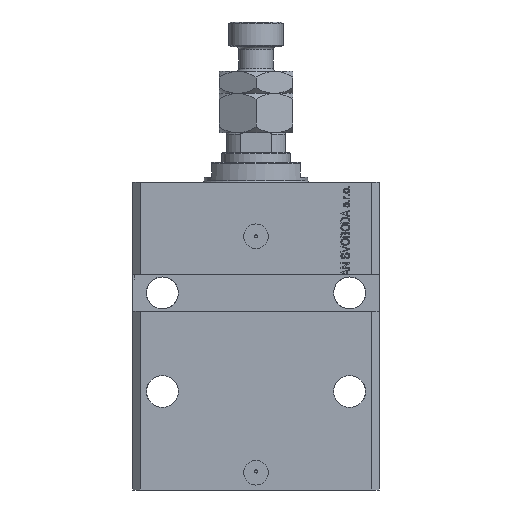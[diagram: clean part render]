
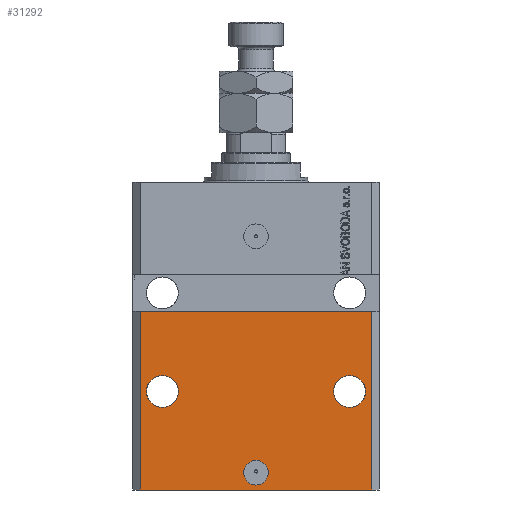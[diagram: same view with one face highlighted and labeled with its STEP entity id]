
A CAD part, front view. The second image highlights one B-rep face of the part: STEP entity #31292.
In plain terms, the highlighted planar face has unit normal (0, -1, 0).
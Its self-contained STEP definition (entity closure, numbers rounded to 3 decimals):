
#155 = CARTESIAN_POINT ( 'NONE',  ( -47., -37.5, -52.5 ) ) ;
#721 = ORIENTED_EDGE ( 'NONE', *, *, #3342, .F. ) ;
#2140 = DIRECTION ( 'NONE',  ( 0., -1., 0. ) ) ;
#2172 = CIRCLE ( 'NONE', #12563, 6.5 ) ;
#2332 = EDGE_CURVE ( 'NONE', #25188, #30255, #27005, .T. ) ;
#2534 = VERTEX_POINT ( 'NONE', #32599 ) ;
#2535 = CARTESIAN_POINT ( 'NONE',  ( -31.5, -37.5, -85. ) ) ;
#2786 = CARTESIAN_POINT ( 'NONE',  ( 47., -37.5, -125. ) ) ;
#3342 = EDGE_CURVE ( 'NONE', #34618, #6200, #49701, .T. ) ;
#3661 = EDGE_CURVE ( 'NONE', #43879, #2534, #29700, .T. ) ;
#3700 = ORIENTED_EDGE ( 'NONE', *, *, #5532, .T. ) ;
#4119 = DIRECTION ( 'NONE',  ( 1., 0., 0. ) ) ;
#5532 = EDGE_CURVE ( 'NONE', #10721, #36232, #28874, .T. ) ;
#5902 = DIRECTION ( 'NONE',  ( 0., 0., 1. ) ) ;
#6182 = CARTESIAN_POINT ( 'NONE',  ( -47., -37.5, -125. ) ) ;
#6200 = VERTEX_POINT ( 'NONE', #20115 ) ;
#6324 = AXIS2_PLACEMENT_3D ( 'NONE', #42880, #15141, #45900 ) ;
#6397 = VECTOR ( 'NONE', #5902, 1000. ) ;
#6931 = AXIS2_PLACEMENT_3D ( 'NONE', #6182, #2140, #36976 ) ;
#7179 = ORIENTED_EDGE ( 'NONE', *, *, #21662, .F. ) ;
#7737 = ORIENTED_EDGE ( 'NONE', *, *, #43324, .F. ) ;
#8432 = VECTOR ( 'NONE', #26056, 1000. ) ;
#8941 = CARTESIAN_POINT ( 'NONE',  ( 0., -37.5, -118. ) ) ;
#9727 = ORIENTED_EDGE ( 'NONE', *, *, #10609, .F. ) ;
#10608 = EDGE_LOOP ( 'NONE', ( #7737, #12525 ) ) ;
#10609 = EDGE_CURVE ( 'NONE', #31024, #36232, #31580, .T. ) ;
#10665 = LINE ( 'NONE', #14711, #8432 ) ;
#10721 = VERTEX_POINT ( 'NONE', #2786 ) ;
#11170 = CARTESIAN_POINT ( 'NONE',  ( 38., -37.5, -85. ) ) ;
#12229 = DIRECTION ( 'NONE',  ( 0., -1., 0. ) ) ;
#12525 = ORIENTED_EDGE ( 'NONE', *, *, #3661, .F. ) ;
#12553 = DIRECTION ( 'NONE',  ( 0., -1., 0. ) ) ;
#12563 = AXIS2_PLACEMENT_3D ( 'NONE', #23304, #38690, #4119 ) ;
#13295 = DIRECTION ( 'NONE',  ( -1., 0., 0. ) ) ;
#14711 = CARTESIAN_POINT ( 'NONE',  ( -47., -37.5, -125. ) ) ;
#15141 = DIRECTION ( 'NONE',  ( 0., -1., 0. ) ) ;
#17085 = CARTESIAN_POINT ( 'NONE',  ( -38., -37.5, -85. ) ) ;
#17227 = CARTESIAN_POINT ( 'NONE',  ( -47., -37.5, -125. ) ) ;
#17270 = CIRCLE ( 'NONE', #32572, 6.5 ) ;
#18028 = CARTESIAN_POINT ( 'NONE',  ( 47., -37.5, -125. ) ) ;
#20115 = CARTESIAN_POINT ( 'NONE',  ( 44.5, -37.5, -85. ) ) ;
#20377 = EDGE_CURVE ( 'NONE', #30255, #25188, #17270, .T. ) ;
#20835 = FACE_BOUND ( 'NONE', #21604, .T. ) ;
#21016 = CARTESIAN_POINT ( 'NONE',  ( -44.5, -37.5, -85. ) ) ;
#21604 = EDGE_LOOP ( 'NONE', ( #34979, #721 ) ) ;
#21662 = EDGE_CURVE ( 'NONE', #30147, #31024, #10665, .T. ) ;
#22353 = EDGE_LOOP ( 'NONE', ( #9727, #7179, #35407, #3700 ) ) ;
#23304 = CARTESIAN_POINT ( 'NONE',  ( 38., -37.5, -85. ) ) ;
#23584 = DIRECTION ( 'NONE',  ( 1., 0., 0. ) ) ;
#23759 = AXIS2_PLACEMENT_3D ( 'NONE', #17085, #12553, #13295 ) ;
#25188 = VERTEX_POINT ( 'NONE', #2535 ) ;
#25361 = FACE_BOUND ( 'NONE', #28438, .T. ) ;
#25638 = LINE ( 'NONE', #26139, #31446 ) ;
#26056 = DIRECTION ( 'NONE',  ( 0., 0., 1. ) ) ;
#26139 = CARTESIAN_POINT ( 'NONE',  ( -47., -37.5, -125. ) ) ;
#27005 = CIRCLE ( 'NONE', #23759, 6.5 ) ;
#27132 = AXIS2_PLACEMENT_3D ( 'NONE', #11170, #48772, #45230 ) ;
#28438 = EDGE_LOOP ( 'NONE', ( #36075, #45039 ) ) ;
#28740 = CARTESIAN_POINT ( 'NONE',  ( -5., -37.5, -118. ) ) ;
#28874 = LINE ( 'NONE', #18028, #6397 ) ;
#29130 = VECTOR ( 'NONE', #30828, 1000. ) ;
#29700 = CIRCLE ( 'NONE', #6324, 5. ) ;
#29921 = DIRECTION ( 'NONE',  ( 1., 0., 0. ) ) ;
#30115 = EDGE_CURVE ( 'NONE', #6200, #34618, #2172, .T. ) ;
#30147 = VERTEX_POINT ( 'NONE', #17227 ) ;
#30255 = VERTEX_POINT ( 'NONE', #21016 ) ;
#30828 = DIRECTION ( 'NONE',  ( 1., 0., 0. ) ) ;
#31024 = VERTEX_POINT ( 'NONE', #155 ) ;
#31292 = ADVANCED_FACE ( 'NONE', ( #44783, #20835, #25361, #40012 ), #36221, .T. ) ;
#31446 = VECTOR ( 'NONE', #29921, 1000. ) ;
#31580 = LINE ( 'NONE', #46701, #29130 ) ;
#32236 = CIRCLE ( 'NONE', #38692, 5. ) ;
#32572 = AXIS2_PLACEMENT_3D ( 'NONE', #37228, #33437, #40999 ) ;
#32599 = CARTESIAN_POINT ( 'NONE',  ( 5., -37.5, -118. ) ) ;
#33383 = CARTESIAN_POINT ( 'NONE',  ( 47., -37.5, -52.5 ) ) ;
#33437 = DIRECTION ( 'NONE',  ( 0., -1., 0. ) ) ;
#34618 = VERTEX_POINT ( 'NONE', #42168 ) ;
#34979 = ORIENTED_EDGE ( 'NONE', *, *, #30115, .F. ) ;
#35407 = ORIENTED_EDGE ( 'NONE', *, *, #44343, .T. ) ;
#36075 = ORIENTED_EDGE ( 'NONE', *, *, #2332, .F. ) ;
#36221 = PLANE ( 'NONE',  #6931 ) ;
#36232 = VERTEX_POINT ( 'NONE', #33383 ) ;
#36976 = DIRECTION ( 'NONE',  ( 1., 0., 0. ) ) ;
#37228 = CARTESIAN_POINT ( 'NONE',  ( -38., -37.5, -85. ) ) ;
#38690 = DIRECTION ( 'NONE',  ( 0., -1., 0. ) ) ;
#38692 = AXIS2_PLACEMENT_3D ( 'NONE', #8941, #12229, #23584 ) ;
#40012 = FACE_OUTER_BOUND ( 'NONE', #22353, .T. ) ;
#40999 = DIRECTION ( 'NONE',  ( -1., 0., 0. ) ) ;
#42168 = CARTESIAN_POINT ( 'NONE',  ( 31.5, -37.5, -85. ) ) ;
#42880 = CARTESIAN_POINT ( 'NONE',  ( 0., -37.5, -118. ) ) ;
#43324 = EDGE_CURVE ( 'NONE', #2534, #43879, #32236, .T. ) ;
#43879 = VERTEX_POINT ( 'NONE', #28740 ) ;
#44343 = EDGE_CURVE ( 'NONE', #30147, #10721, #25638, .T. ) ;
#44783 = FACE_BOUND ( 'NONE', #10608, .T. ) ;
#45039 = ORIENTED_EDGE ( 'NONE', *, *, #20377, .F. ) ;
#45230 = DIRECTION ( 'NONE',  ( 1., 0., 0. ) ) ;
#45900 = DIRECTION ( 'NONE',  ( 1., 0., 0. ) ) ;
#46701 = CARTESIAN_POINT ( 'NONE',  ( -50., -37.5, -52.5 ) ) ;
#48772 = DIRECTION ( 'NONE',  ( 0., -1., 0. ) ) ;
#49701 = CIRCLE ( 'NONE', #27132, 6.5 ) ;
